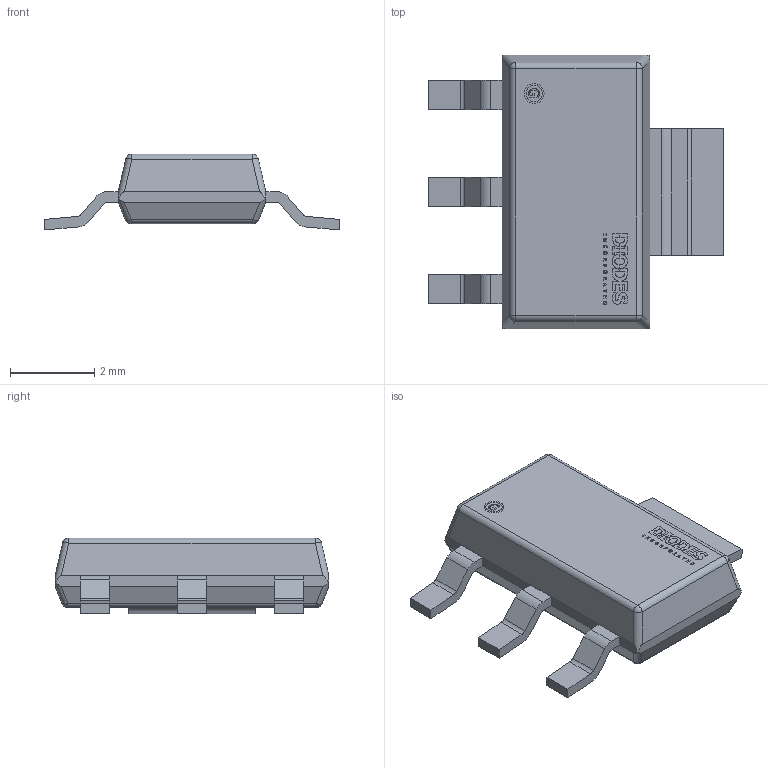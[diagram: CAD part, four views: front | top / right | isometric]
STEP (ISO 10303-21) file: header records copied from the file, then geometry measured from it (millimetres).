
FILE_DESCRIPTION(/* description */ (''),/* implementation_level */ '2;1');
FILE_NAME(/* name */ '1.stp',/* time_stamp */ '2019-10-26T10:51:05+02:00',/* author */ ('k'),/* organization */ (''),/* preprocessor_version */ 'ST-DEVELOPER v15.6',/* originating_system */ 'Autodesk Inventor 2015',/* authorisation */ '');
FILE_SCHEMA (('CONFIG_CONTROL_DESIGN','AUTOMOTIVE_DESIGN { 1 0 10303 214 3 1 1 }'));
Length unit declared in the file: millimetre
Products named in the file (5): 1; 2; diodes Logo x 1.6; diodes Logo x 1.6 - 1; 3
Bounding box: 7 x 6.5 x 1.8 mm (x, y, z)
Volume: 37.3 mm3; surface area: 99.2 mm2
Topology: 27 solids, 27 shells, 434 faces, 1151 edges, 806 vertices
Faces by surface type: plane 256, bspline 134, cylinder 36, sphere 8
Full cylindrical faces by diameter (mm): 0.391 x1, 0.469 x1
Entity records: 14208 total; most frequent: CARTESIAN_POINT 4206, ORIENTED_EDGE 2228, DIRECTION 1571, EDGE_CURVE 1114, LINE 781, VECTOR 781, VERTEX_POINT 736, EDGE_LOOP 454
